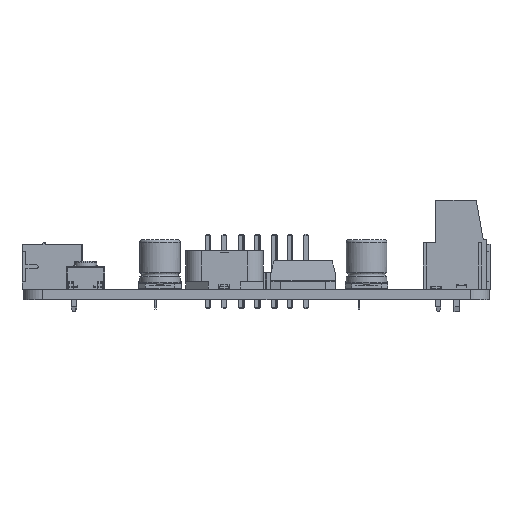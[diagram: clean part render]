
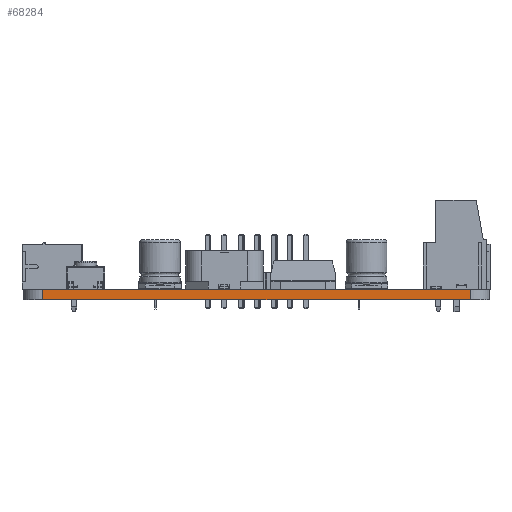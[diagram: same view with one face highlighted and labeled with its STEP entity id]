
A CAD part, front view. The second image highlights one B-rep face of the part: STEP entity #68284.
In plain terms, the highlighted planar face has unit normal (0, -1, 0).
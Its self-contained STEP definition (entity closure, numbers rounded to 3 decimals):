
#64875 = VERTEX_POINT('',#64876);
#64876 = CARTESIAN_POINT('',(82.5,-132.,0.));
#64883 = EDGE_CURVE('',#64884,#64875,#64886,.T.);
#64884 = VERTEX_POINT('',#64885);
#64885 = CARTESIAN_POINT('',(148.75,-132.,0.));
#64886 = LINE('',#64887,#64888);
#64887 = CARTESIAN_POINT('',(148.75,-132.,0.));
#64888 = VECTOR('',#64889,1.);
#64889 = DIRECTION('',(-1.,0.,0.));
#66566 = VERTEX_POINT('',#66567);
#66567 = CARTESIAN_POINT('',(82.5,-132.,1.6));
#66574 = EDGE_CURVE('',#66575,#66566,#66577,.T.);
#66575 = VERTEX_POINT('',#66576);
#66576 = CARTESIAN_POINT('',(148.75,-132.,1.6));
#66577 = LINE('',#66578,#66579);
#66578 = CARTESIAN_POINT('',(148.75,-132.,1.6));
#66579 = VECTOR('',#66580,1.);
#66580 = DIRECTION('',(-1.,0.,0.));
#68256 = EDGE_CURVE('',#64884,#66575,#68257,.T.);
#68257 = LINE('',#68258,#68259);
#68258 = CARTESIAN_POINT('',(148.75,-132.,0.));
#68259 = VECTOR('',#68260,1.);
#68260 = DIRECTION('',(0.,0.,1.));
#68284 = ADVANCED_FACE('',(#68285),#68296,.T.);
#68285 = FACE_BOUND('',#68286,.T.);
#68286 = EDGE_LOOP('',(#68287,#68288,#68289,#68295));
#68287 = ORIENTED_EDGE('',*,*,#68256,.T.);
#68288 = ORIENTED_EDGE('',*,*,#66574,.T.);
#68289 = ORIENTED_EDGE('',*,*,#68290,.F.);
#68290 = EDGE_CURVE('',#64875,#66566,#68291,.T.);
#68291 = LINE('',#68292,#68293);
#68292 = CARTESIAN_POINT('',(82.5,-132.,0.));
#68293 = VECTOR('',#68294,1.);
#68294 = DIRECTION('',(0.,0.,1.));
#68295 = ORIENTED_EDGE('',*,*,#64883,.F.);
#68296 = PLANE('',#68297);
#68297 = AXIS2_PLACEMENT_3D('',#68298,#68299,#68300);
#68298 = CARTESIAN_POINT('',(148.75,-132.,0.));
#68299 = DIRECTION('',(0.,-1.,0.));
#68300 = DIRECTION('',(-1.,0.,0.));
